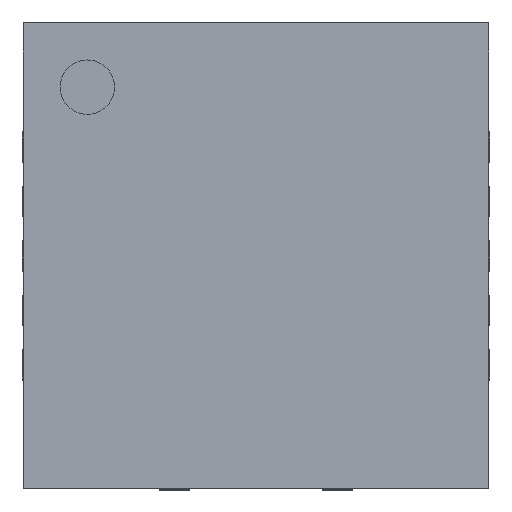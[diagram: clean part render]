
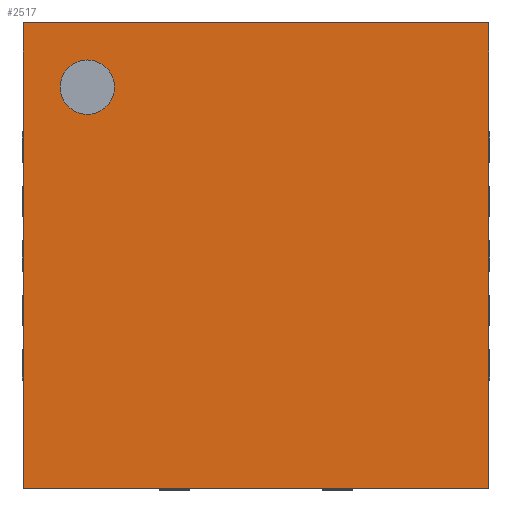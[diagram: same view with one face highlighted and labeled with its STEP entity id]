
A CAD part, top view. The second image highlights one B-rep face of the part: STEP entity #2517.
In plain terms, the highlighted planar face has unit normal (0, 0, 1).
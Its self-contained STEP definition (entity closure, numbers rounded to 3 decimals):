
#711 = EDGE_CURVE('',#712,#714,#716,.T.);
#712 = VERTEX_POINT('',#713);
#713 = CARTESIAN_POINT('',(-2.14,2.14,0.92));
#714 = VERTEX_POINT('',#715);
#715 = CARTESIAN_POINT('',(2.14,2.14,0.92));
#716 = LINE('',#717,#718);
#717 = CARTESIAN_POINT('',(-2.14,2.14,0.92));
#718 = VECTOR('',#719,1.);
#719 = DIRECTION('',(1.,0.,0.));
#788 = EDGE_CURVE('',#712,#789,#791,.T.);
#789 = VERTEX_POINT('',#790);
#790 = CARTESIAN_POINT('',(-2.14,-2.14,0.92));
#791 = LINE('',#792,#793);
#792 = CARTESIAN_POINT('',(-2.14,2.14,0.92));
#793 = VECTOR('',#794,1.);
#794 = DIRECTION('',(0.,-1.,0.));
#1221 = EDGE_CURVE('',#714,#1222,#1224,.T.);
#1222 = VERTEX_POINT('',#1223);
#1223 = CARTESIAN_POINT('',(2.14,-2.14,0.92));
#1224 = LINE('',#1225,#1226);
#1225 = CARTESIAN_POINT('',(2.14,2.14,0.92));
#1226 = VECTOR('',#1227,1.);
#1227 = DIRECTION('',(0.,-1.,0.));
#1946 = EDGE_CURVE('',#789,#1222,#1947,.T.);
#1947 = LINE('',#1948,#1949);
#1948 = CARTESIAN_POINT('',(-2.14,-2.14,0.92));
#1949 = VECTOR('',#1950,1.);
#1950 = DIRECTION('',(1.,0.,0.));
#2517 = ADVANCED_FACE('',(#2518,#2524),#2535,.T.);
#2518 = FACE_BOUND('',#2519,.T.);
#2519 = EDGE_LOOP('',(#2520,#2521,#2522,#2523));
#2520 = ORIENTED_EDGE('',*,*,#711,.F.);
#2521 = ORIENTED_EDGE('',*,*,#788,.T.);
#2522 = ORIENTED_EDGE('',*,*,#1946,.T.);
#2523 = ORIENTED_EDGE('',*,*,#1221,.F.);
#2524 = FACE_BOUND('',#2525,.T.);
#2525 = EDGE_LOOP('',(#2526));
#2526 = ORIENTED_EDGE('',*,*,#2527,.T.);
#2527 = EDGE_CURVE('',#2528,#2528,#2530,.T.);
#2528 = VERTEX_POINT('',#2529);
#2529 = CARTESIAN_POINT('',(-1.55,1.3,0.92));
#2530 = CIRCLE('',#2531,0.25);
#2531 = AXIS2_PLACEMENT_3D('',#2532,#2533,#2534);
#2532 = CARTESIAN_POINT('',(-1.55,1.55,0.92));
#2533 = DIRECTION('',(0.,-0.,-1.));
#2534 = DIRECTION('',(0.,-1.,0.));
#2535 = PLANE('',#2536);
#2536 = AXIS2_PLACEMENT_3D('',#2537,#2538,#2539);
#2537 = CARTESIAN_POINT('',(-2.14,2.14,0.92));
#2538 = DIRECTION('',(0.,0.,1.));
#2539 = DIRECTION('',(0.,-1.,0.));
